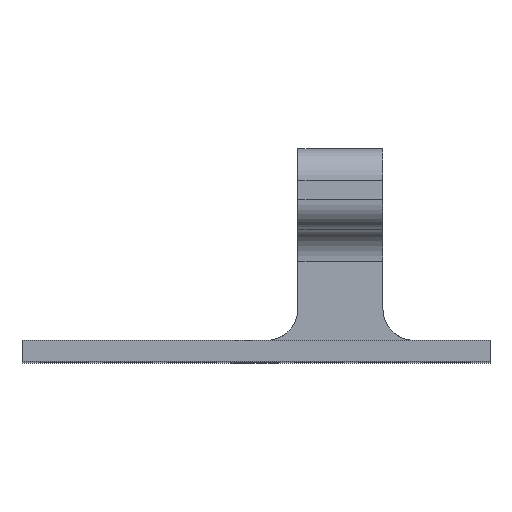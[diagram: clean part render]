
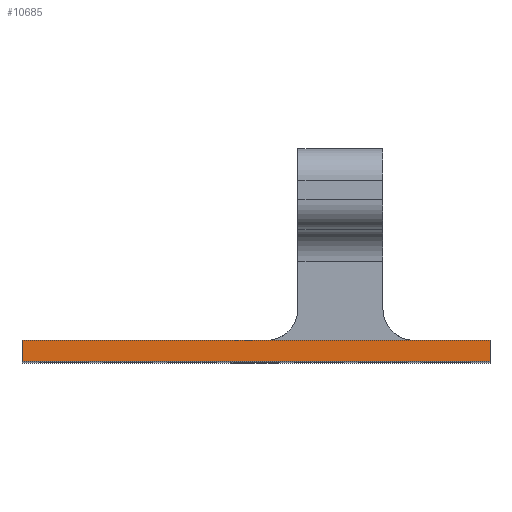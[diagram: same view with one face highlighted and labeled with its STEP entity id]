
A CAD part, top view. The second image highlights one B-rep face of the part: STEP entity #10685.
In plain terms, the highlighted planar face has unit normal (0, 0, 1).
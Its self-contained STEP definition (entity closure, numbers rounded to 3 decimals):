
#663=PLANE('',#11242);
#1156=FACE_OUTER_BOUND('',#1723,.T.);
#1723=EDGE_LOOP('',(#9707,#9708,#9709,#9710));
#1837=LINE('',#13921,#3268);
#3231=LINE('',#16761,#4662);
#3232=LINE('',#16764,#4663);
#3233=LINE('',#16765,#4664);
#3268=VECTOR('',#11362,10.);
#4662=VECTOR('',#13778,10.);
#4663=VECTOR('',#13781,10.);
#4664=VECTOR('',#13782,10.);
#4759=VERTEX_POINT('',#13915);
#4761=VERTEX_POINT('',#13919);
#5696=VERTEX_POINT('',#16759);
#5697=VERTEX_POINT('',#16763);
#5762=EDGE_CURVE('',#4759,#4761,#1837,.T.);
#7187=EDGE_CURVE('',#4761,#5696,#3231,.T.);
#7188=EDGE_CURVE('',#5697,#5696,#3232,.T.);
#7189=EDGE_CURVE('',#4759,#5697,#3233,.T.);
#9707=ORIENTED_EDGE('',*,*,#5762,.T.);
#9708=ORIENTED_EDGE('',*,*,#7187,.T.);
#9709=ORIENTED_EDGE('',*,*,#7188,.F.);
#9710=ORIENTED_EDGE('',*,*,#7189,.F.);
#10685=ADVANCED_FACE('',(#1156),#663,.T.);
#11242=AXIS2_PLACEMENT_3D('',#16762,#13779,#13780);
#11362=DIRECTION('',(-1.,0.,0.));
#13778=DIRECTION('',(0.,-1.,0.));
#13779=DIRECTION('center_axis',(0.,0.,1.));
#13780=DIRECTION('ref_axis',(-1.,0.,0.));
#13781=DIRECTION('',(-1.,0.,0.));
#13782=DIRECTION('',(0.,-1.,0.));
#13915=CARTESIAN_POINT('',(44.1,0.,88.2));
#13919=CARTESIAN_POINT('',(0.,0.,88.2));
#13921=CARTESIAN_POINT('',(44.1,0.,88.2));
#16759=CARTESIAN_POINT('',(0.,-2.,88.2));
#16761=CARTESIAN_POINT('',(0.,0.,88.2));
#16762=CARTESIAN_POINT('Origin',(44.1,0.,88.2));
#16763=CARTESIAN_POINT('',(44.1,-2.,88.2));
#16764=CARTESIAN_POINT('',(44.1,-2.,88.2));
#16765=CARTESIAN_POINT('',(44.1,0.,88.2));
